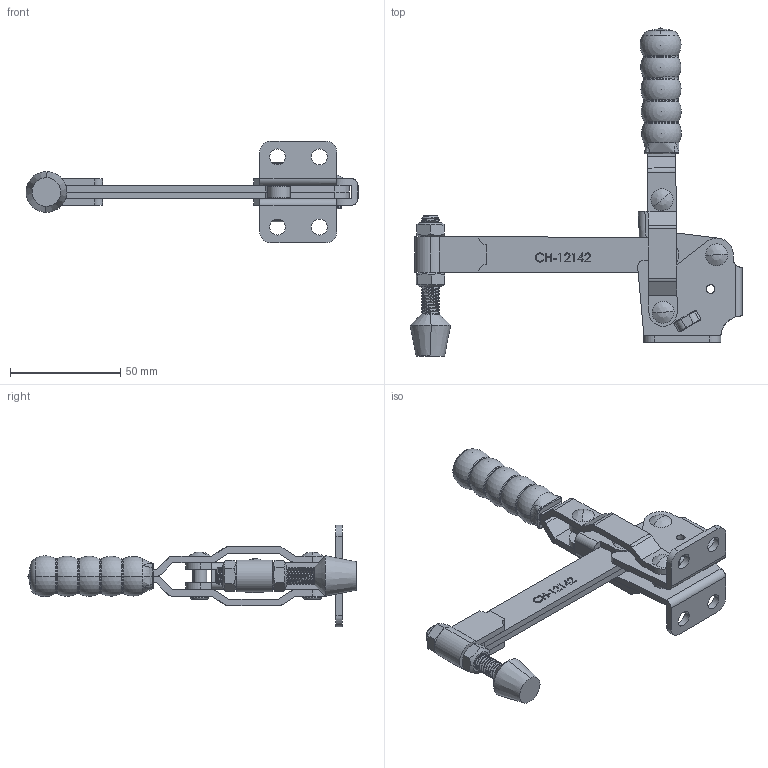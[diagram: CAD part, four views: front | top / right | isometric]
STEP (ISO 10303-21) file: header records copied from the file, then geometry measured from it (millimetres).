
FILE_DESCRIPTION (( 'STEP AP203' ), '1' );
FILE_NAME ('CH-12142.STEP', '2017-11-08T08:44:31', ( 'Windows' ), ( 'Microsoft' ), 'SwSTEP 2.0', 'SolidWorks 2015', '' );
FILE_SCHEMA (( 'CONFIG_CONTROL_DESIGN' ));
Length unit declared in the file: millimetre
Products named in the file (11): CH-12142; CH-12130-05; CH-12130-03 STRAIGHT HANDLE; CH-12130-08; CH-12130-06; CH-FC-56212 Nut; CH-FC-56212 SPINDLE SUPPLIED; CH-12142-02 LONG SOLID BAR_默认<按加工>; CH-12130-01 FLANGED BASE; CH-12130綵竄忒梟杶; CH-12130-04 CONNECTING-PLATE
Assembly tree (13 placements, depth 2):
  CH-12142
    CH-12130-01 FLANGED BASE
    CH-12130-04 CONNECTING-PLATE
    CH-12130-05
    CH-12130-03 STRAIGHT HANDLE
    CH-12130-08  x2
    CH-12130-06  x2
    CH-FC-56212 Nut  x2
    CH-FC-56212 SPINDLE SUPPLIED
    CH-12142-02 LONG SOLID BAR_默认<按加工>
    CH-12130綵竄忒梟杶
Bounding box: 150.48 x 148.71 x 46 mm (x, y, z)
Volume: 58999.5 mm3; surface area: 47040 mm2
Topology: 16 solids, 16 shells, 825 faces, 2240 edges, 1456 vertices
Faces by surface type: plane 295, cylinder 236, bspline 185, torus 52, cone 43, sphere 14
Entity records: 35342 total; most frequent: CARTESIAN_POINT 16211, ORIENTED_EDGE 4106, DIRECTION 3168, EDGE_CURVE 2053, VERTEX_POINT 1349, AXIS2_PLACEMENT_3D 1058, VECTOR 1052, LINE 1052
